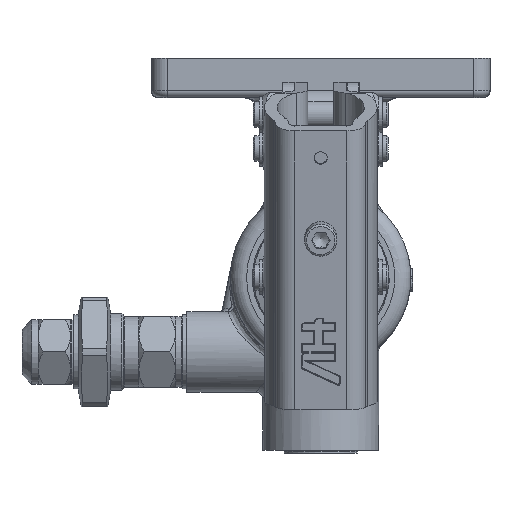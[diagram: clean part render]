
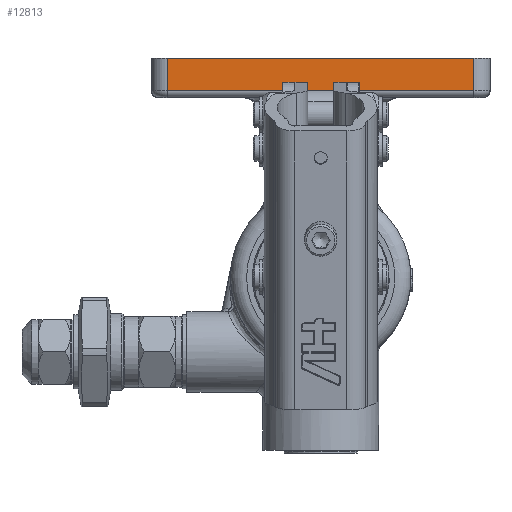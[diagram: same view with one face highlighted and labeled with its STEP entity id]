
A CAD part, top view. The second image highlights one B-rep face of the part: STEP entity #12813.
In plain terms, the highlighted planar face has unit normal (0, 0, 1).
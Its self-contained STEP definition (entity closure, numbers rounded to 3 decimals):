
#12513=CARTESIAN_POINT('',(47.5,68.0,138.5));
#12514=VERTEX_POINT('',#12513);
#12564=CARTESIAN_POINT('',(-47.5,68.0,138.5));
#12565=VERTEX_POINT('',#12564);
#12573=CARTESIAN_POINT('',(47.5,68.0,138.5));
#12574=DIRECTION('',(-1.0,0.0,0.0));
#12575=VECTOR('',#12574,95.0);
#12576=LINE('',#12573,#12575);
#12577=EDGE_CURVE('',#12514,#12565,#12576,.T.);
#12755=CARTESIAN_POINT('',(47.5,58.0,138.5));
#12756=VERTEX_POINT('',#12755);
#12757=CARTESIAN_POINT('',(47.5,68.0,138.5));
#12758=DIRECTION('',(0.0,-1.0,0.0));
#12759=VECTOR('',#12758,10.);
#12760=LINE('',#12757,#12759);
#12761=EDGE_CURVE('',#12514,#12756,#12760,.T.);
#12774=CARTESIAN_POINT('',(-47.5,69.0,138.5));
#12775=DIRECTION('',(0.0,0.0,1.0));
#12776=DIRECTION('',(1.0,0.0,0.0));
#12777=AXIS2_PLACEMENT_3D('',#12774,#12775,#12776);
#12778=PLANE('',#12777);
#12779=ORIENTED_EDGE('',*,*,#12577,.T.);
#12780=CARTESIAN_POINT('',(-47.5,58.0,138.5));
#12781=VERTEX_POINT('',#12780);
#12782=CARTESIAN_POINT('',(-47.5,68.0,138.5));
#12783=DIRECTION('',(0.0,-1.0,0.0));
#12784=VECTOR('',#12783,10.);
#12785=LINE('',#12782,#12784);
#12786=EDGE_CURVE('',#12565,#12781,#12785,.T.);
#12787=ORIENTED_EDGE('',*,*,#12786,.T.);
#12788=CARTESIAN_POINT('',(-9.,58.0,138.5));
#12789=VERTEX_POINT('',#12788);
#12790=CARTESIAN_POINT('',(-9.,58.0,138.5));
#12791=DIRECTION('',(-1.0,0.0,0.0));
#12792=VECTOR('',#12791,38.5);
#12793=LINE('',#12790,#12792);
#12794=EDGE_CURVE('',#12789,#12781,#12793,.T.);
#12795=ORIENTED_EDGE('',*,*,#12794,.F.);
#12796=CARTESIAN_POINT('',(9.,58.0,138.5));
#12797=VERTEX_POINT('',#12796);
#12798=CARTESIAN_POINT('',(9.,58.0,138.5));
#12799=DIRECTION('',(-1.0,0.0,0.0));
#12800=VECTOR('',#12799,18.);
#12801=LINE('',#12798,#12800);
#12802=EDGE_CURVE('',#12797,#12789,#12801,.T.);
#12803=ORIENTED_EDGE('',*,*,#12802,.F.);
#12804=CARTESIAN_POINT('',(47.5,58.0,138.5));
#12805=DIRECTION('',(-1.0,0.0,0.0));
#12806=VECTOR('',#12805,38.5);
#12807=LINE('',#12804,#12806);
#12808=EDGE_CURVE('',#12756,#12797,#12807,.T.);
#12809=ORIENTED_EDGE('',*,*,#12808,.F.);
#12810=ORIENTED_EDGE('',*,*,#12761,.F.);
#12811=EDGE_LOOP('',(#12779,#12787,#12795,#12803,#12809,#12810));
#12812=FACE_OUTER_BOUND('',#12811,.T.);
#12813=ADVANCED_FACE('',(#12812),#12778,.T.);
